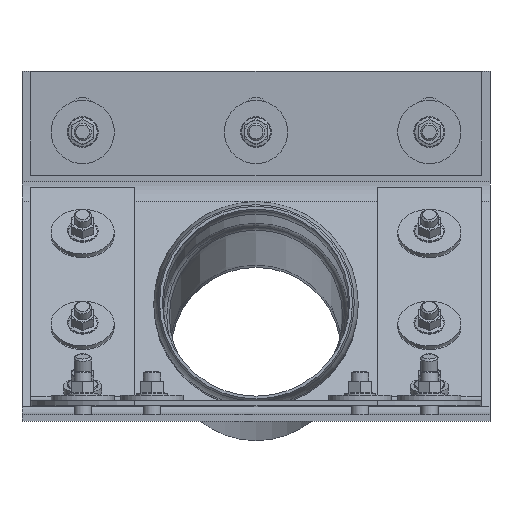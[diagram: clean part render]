
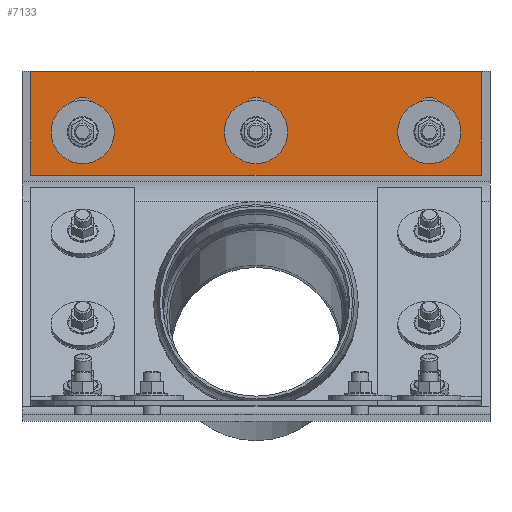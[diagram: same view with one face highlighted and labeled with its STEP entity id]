
A CAD part, left-side view. The second image highlights one B-rep face of the part: STEP entity #7133.
In plain terms, the highlighted planar face has unit normal (-1, 0, 0).
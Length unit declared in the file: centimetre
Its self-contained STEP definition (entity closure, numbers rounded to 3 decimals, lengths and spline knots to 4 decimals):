
#448=FACE_BOUND('',#2149,.T.);
#449=FACE_BOUND('',#2150,.T.);
#450=FACE_BOUND('',#2151,.T.);
#563=LINE('',#10962,#992);
#567=LINE('',#10973,#996);
#571=LINE('',#10986,#1000);
#575=LINE('',#10997,#1004);
#579=LINE('',#11010,#1008);
#583=LINE('',#11021,#1012);
#585=LINE('',#11026,#1014);
#589=LINE('',#11034,#1018);
#592=LINE('',#11040,#1021);
#595=LINE('',#11045,#1024);
#992=VECTOR('',#8692,1.);
#996=VECTOR('',#8704,1.);
#1000=VECTOR('',#8716,1.);
#1004=VECTOR('',#8728,1.);
#1008=VECTOR('',#8740,1.);
#1012=VECTOR('',#8752,1.);
#1014=VECTOR('',#8756,1.);
#1018=VECTOR('',#8762,1.);
#1021=VECTOR('',#8767,1.);
#1024=VECTOR('',#8772,1.);
#1402=PLANE('',#7706);
#1689=FACE_OUTER_BOUND('',#2148,.T.);
#2148=EDGE_LOOP('',(#5091,#5092,#5093,#5094));
#2149=EDGE_LOOP('',(#5095,#5096,#5097,#5098));
#2150=EDGE_LOOP('',(#5099,#5100,#5101,#5102));
#2151=EDGE_LOOP('',(#5103,#5104,#5105,#5106));
#2678=CIRCLE('',#7679,7.);
#2680=CIRCLE('',#7683,7.);
#2682=CIRCLE('',#7687,7.);
#2684=CIRCLE('',#7691,7.);
#2686=CIRCLE('',#7695,7.);
#2688=CIRCLE('',#7699,7.);
#3096=VERTEX_POINT('',#10952);
#3097=VERTEX_POINT('',#10953);
#3100=VERTEX_POINT('',#10961);
#3102=VERTEX_POINT('',#10967);
#3104=VERTEX_POINT('',#10976);
#3105=VERTEX_POINT('',#10977);
#3108=VERTEX_POINT('',#10985);
#3110=VERTEX_POINT('',#10991);
#3112=VERTEX_POINT('',#11000);
#3113=VERTEX_POINT('',#11001);
#3116=VERTEX_POINT('',#11009);
#3118=VERTEX_POINT('',#11015);
#3120=VERTEX_POINT('',#11024);
#3121=VERTEX_POINT('',#11025);
#3124=VERTEX_POINT('',#11033);
#3126=VERTEX_POINT('',#11039);
#3839=EDGE_CURVE('',#3096,#3097,#2678,.T.);
#3843=EDGE_CURVE('',#3097,#3100,#563,.T.);
#3846=EDGE_CURVE('',#3100,#3102,#2680,.T.);
#3849=EDGE_CURVE('',#3102,#3096,#567,.T.);
#3851=EDGE_CURVE('',#3104,#3105,#2682,.T.);
#3855=EDGE_CURVE('',#3105,#3108,#571,.T.);
#3858=EDGE_CURVE('',#3108,#3110,#2684,.T.);
#3861=EDGE_CURVE('',#3110,#3104,#575,.T.);
#3863=EDGE_CURVE('',#3112,#3113,#2686,.T.);
#3867=EDGE_CURVE('',#3113,#3116,#579,.T.);
#3870=EDGE_CURVE('',#3116,#3118,#2688,.T.);
#3873=EDGE_CURVE('',#3118,#3112,#583,.T.);
#3875=EDGE_CURVE('',#3120,#3121,#585,.T.);
#3879=EDGE_CURVE('',#3121,#3124,#589,.T.);
#3882=EDGE_CURVE('',#3124,#3126,#592,.T.);
#3885=EDGE_CURVE('',#3126,#3120,#595,.T.);
#5091=ORIENTED_EDGE('',*,*,#3875,.F.);
#5092=ORIENTED_EDGE('',*,*,#3885,.F.);
#5093=ORIENTED_EDGE('',*,*,#3882,.F.);
#5094=ORIENTED_EDGE('',*,*,#3879,.F.);
#5095=ORIENTED_EDGE('',*,*,#3863,.F.);
#5096=ORIENTED_EDGE('',*,*,#3873,.F.);
#5097=ORIENTED_EDGE('',*,*,#3870,.F.);
#5098=ORIENTED_EDGE('',*,*,#3867,.F.);
#5099=ORIENTED_EDGE('',*,*,#3851,.F.);
#5100=ORIENTED_EDGE('',*,*,#3861,.F.);
#5101=ORIENTED_EDGE('',*,*,#3858,.F.);
#5102=ORIENTED_EDGE('',*,*,#3855,.F.);
#5103=ORIENTED_EDGE('',*,*,#3839,.F.);
#5104=ORIENTED_EDGE('',*,*,#3849,.F.);
#5105=ORIENTED_EDGE('',*,*,#3846,.F.);
#5106=ORIENTED_EDGE('',*,*,#3843,.F.);
#7133=ADVANCED_FACE('',(#1689,#448,#449,#450),#1402,.T.);
#7679=AXIS2_PLACEMENT_3D('',#10954,#8684,#8685);
#7683=AXIS2_PLACEMENT_3D('',#10968,#8697,#8698);
#7687=AXIS2_PLACEMENT_3D('',#10978,#8708,#8709);
#7691=AXIS2_PLACEMENT_3D('',#10992,#8721,#8722);
#7695=AXIS2_PLACEMENT_3D('',#11002,#8732,#8733);
#7699=AXIS2_PLACEMENT_3D('',#11016,#8745,#8746);
#7706=AXIS2_PLACEMENT_3D('',#11047,#8774,#8775);
#8684=DIRECTION('center_axis',(-1.,0.,0.));
#8685=DIRECTION('ref_axis',(0.,0.,
1.));
#8692=DIRECTION('',(0.,0.,-1.));
#8697=DIRECTION('center_axis',(-1.,0.,0.));
#8698=DIRECTION('ref_axis',(0.,0.,
-1.));
#8704=DIRECTION('',(0.,0.,1.));
#8708=DIRECTION('center_axis',(-1.,0.,0.));
#8709=DIRECTION('ref_axis',(0.,0.,
1.));
#8716=DIRECTION('',(0.,0.,-1.));
#8721=DIRECTION('center_axis',(-1.,0.,0.));
#8722=DIRECTION('ref_axis',(0.,0.,
-1.));
#8728=DIRECTION('',(0.,0.,1.));
#8732=DIRECTION('center_axis',(-1.,0.,0.));
#8733=DIRECTION('ref_axis',(0.,0.,1.));
#8740=DIRECTION('',(0.,0.,-1.));
#8745=DIRECTION('center_axis',(-1.,0.,0.));
#8746=DIRECTION('ref_axis',(0.,0.,
-1.));
#8752=DIRECTION('',(0.,0.,1.));
#8756=DIRECTION('',(0.,-1.,0.));
#8762=DIRECTION('',(0.,0.,-1.));
#8767=DIRECTION('',(0.,1.,0.));
#8772=DIRECTION('',(0.,0.,1.));
#8774=DIRECTION('center_axis',(-1.,0.,0.));
#8775=DIRECTION('ref_axis',(0.,-1.,0.));
#10952=CARTESIAN_POINT('',(-479.799,159.2722,180.));
#10953=CARTESIAN_POINT('',(-479.799,173.2722,180.));
#10954=CARTESIAN_POINT('Origin',(-479.799,166.2722,180.));
#10961=CARTESIAN_POINT('',(-479.799,173.2722,164.));
#10962=CARTESIAN_POINT('',(-479.799,173.2722,164.));
#10967=CARTESIAN_POINT('',(-479.799,159.2722,164.));
#10968=CARTESIAN_POINT('Origin',(-479.799,166.2722,164.));
#10973=CARTESIAN_POINT('',(-479.799,159.2722,180.));
#10976=CARTESIAN_POINT('',(-479.799,259.2722,180.));
#10977=CARTESIAN_POINT('',(-479.799,273.2722,180.));
#10978=CARTESIAN_POINT('Origin',(-479.799,266.2722,180.));
#10985=CARTESIAN_POINT('',(-479.799,273.2722,164.));
#10986=CARTESIAN_POINT('',(-479.799,273.2722,164.));
#10991=CARTESIAN_POINT('',(-479.799,259.2722,164.));
#10992=CARTESIAN_POINT('Origin',(-479.799,266.2722,164.));
#10997=CARTESIAN_POINT('',(-479.799,259.2722,180.));
#11000=CARTESIAN_POINT('',(-479.799,359.2722,180.));
#11001=CARTESIAN_POINT('',(-479.799,373.2722,180.));
#11002=CARTESIAN_POINT('Origin',(-479.799,366.2722,180.));
#11009=CARTESIAN_POINT('',(-479.799,373.2722,164.));
#11010=CARTESIAN_POINT('',(-479.799,373.2722,164.));
#11015=CARTESIAN_POINT('',(-479.799,359.2722,164.));
#11016=CARTESIAN_POINT('Origin',(-479.799,366.2722,164.));
#11021=CARTESIAN_POINT('',(-479.799,359.2722,180.));
#11024=CARTESIAN_POINT('',(-479.799,396.2722,202.));
#11025=CARTESIAN_POINT('',(-479.799,136.2722,202.));
#11026=CARTESIAN_POINT('',(-479.799,136.2722,202.));
#11033=CARTESIAN_POINT('',(-479.799,136.2722,142.));
#11034=CARTESIAN_POINT('',(-479.799,136.2722,142.));
#11039=CARTESIAN_POINT('',(-479.799,396.2722,142.));
#11040=CARTESIAN_POINT('',(-479.799,396.2722,142.));
#11045=CARTESIAN_POINT('',(-479.799,396.2722,202.));
#11047=CARTESIAN_POINT('Origin',(-479.799,266.2722,172.));
